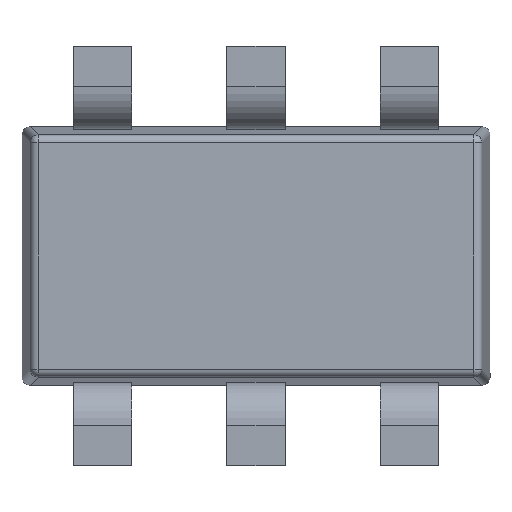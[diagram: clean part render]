
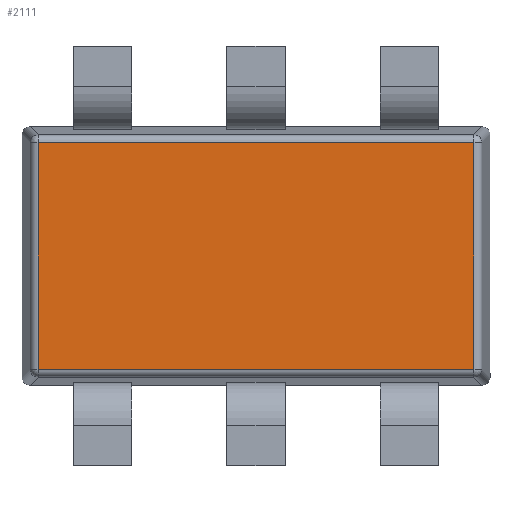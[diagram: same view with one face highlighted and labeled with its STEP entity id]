
A CAD part, front view. The second image highlights one B-rep face of the part: STEP entity #2111.
In plain terms, the highlighted planar face has unit normal (0, -1, 0).
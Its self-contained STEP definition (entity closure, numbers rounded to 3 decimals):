
#256=FACE_OUTER_BOUND('',#385,.T.);
#385=EDGE_LOOP('',(#1788,#1789,#1790,#1791));
#596=LINE('',#3493,#813);
#597=LINE('',#3495,#814);
#598=LINE('',#3497,#815);
#599=LINE('',#3498,#816);
#813=VECTOR('',#2835,10.);
#814=VECTOR('',#2836,10.);
#815=VECTOR('',#2837,10.);
#816=VECTOR('',#2838,10.);
#1007=VERTEX_POINT('',#3491);
#1008=VERTEX_POINT('',#3492);
#1009=VERTEX_POINT('',#3494);
#1010=VERTEX_POINT('',#3496);
#1266=EDGE_CURVE('',#1007,#1008,#596,.T.);
#1267=EDGE_CURVE('',#1008,#1009,#597,.T.);
#1268=EDGE_CURVE('',#1009,#1010,#598,.T.);
#1269=EDGE_CURVE('',#1010,#1007,#599,.T.);
#1788=ORIENTED_EDGE('',*,*,#1266,.T.);
#1789=ORIENTED_EDGE('',*,*,#1267,.T.);
#1790=ORIENTED_EDGE('',*,*,#1268,.T.);
#1791=ORIENTED_EDGE('',*,*,#1269,.T.);
#2010=PLANE('',#2310);
#2111=ADVANCED_FACE('',(#256),#2010,.T.);
#2310=AXIS2_PLACEMENT_3D('',#3490,#2833,#2834);
#2833=DIRECTION('center_axis',(0.,-1.,0.));
#2834=DIRECTION('ref_axis',(1.,0.,0.));
#2835=DIRECTION('',(0.,0.,1.));
#2836=DIRECTION('',(-1.,0.,0.));
#2837=DIRECTION('',(0.,0.,-1.));
#2838=DIRECTION('',(1.,0.,0.));
#3490=CARTESIAN_POINT('Origin',(-1.378,0.135,-0.715));
#3491=CARTESIAN_POINT('',(1.351,0.135,-0.701));
#3492=CARTESIAN_POINT('',(1.351,0.135,0.701));
#3493=CARTESIAN_POINT('',(1.351,0.135,-0.701));
#3494=CARTESIAN_POINT('',(-1.351,0.135,0.701));
#3495=CARTESIAN_POINT('',(1.351,0.135,0.701));
#3496=CARTESIAN_POINT('',(-1.351,0.135,-0.701));
#3497=CARTESIAN_POINT('',(-1.351,0.135,0.701));
#3498=CARTESIAN_POINT('',(-1.351,0.135,-0.701));
